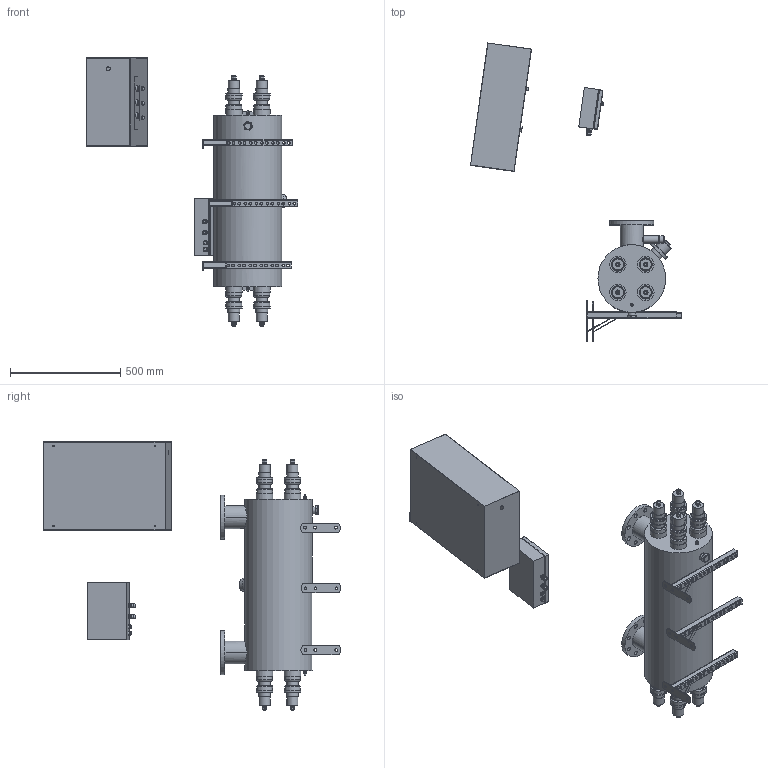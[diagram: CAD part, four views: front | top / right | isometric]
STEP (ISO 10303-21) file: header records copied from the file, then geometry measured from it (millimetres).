
FILE_DESCRIPTION (( 'STEP AP214' ), '1' );
FILE_NAME ('ÓÔÓ50.000.00.000 - Óñòàíîâêà ÓÔÓ-50.STEP', '2024-05-07T13:18:20', ( '' ), ( '' ), 'SwSTEP 2.0', 'SolidWorks 2022', '' );
FILE_SCHEMA (( 'AUTOMOTIVE_DESIGN' ));
Length unit declared in the file: millimetre
Products named in the file (1): УФУ50.000.00.000 - Установка УФУ-50
Bounding box: 957.51 x 1351.44 x 1216.81 mm (x, y, z)
Surface area: 3871148.9 mm2 (no closed solid volume)
Topology: 0 solids, 47 shells, 1795 faces, 4310 edges, 2847 vertices
Faces by surface type: plane 968, cylinder 408, bspline 266, cone 112, torus 29, sphere 12
Full cylindrical faces by diameter (mm): 5.2 x2, 6 x6, 6.4 x4, 7.1 x2, 10.1 x2, 12 x54, 12.5 x9, 14 x2, 15.939 x10, 16 x6, 17.004 x1, 17.276 x2, 18 x17, 20 x3, 26.286 x3, 27.7 x3, 29.5 x2, 30 x1, 32 x4, 33.249 x3, 33.7 x3, 50 x24, 52 x8, 52.3 x8, 53 x16, 54 x24, 56 x16, 56.3 x1, 56.66 x16, 60 x8
Entity records: 85838 total; most frequent: CARTESIAN_POINT 27525, ORIENTED_EDGE 7676, DIRECTION 7058, EDGE_CURVE 3841, VERTEX_POINT 2733, EDGE_LOOP 2670, AXIS2_PLACEMENT_3D 2500, FACE_OUTER_BOUND 2122
